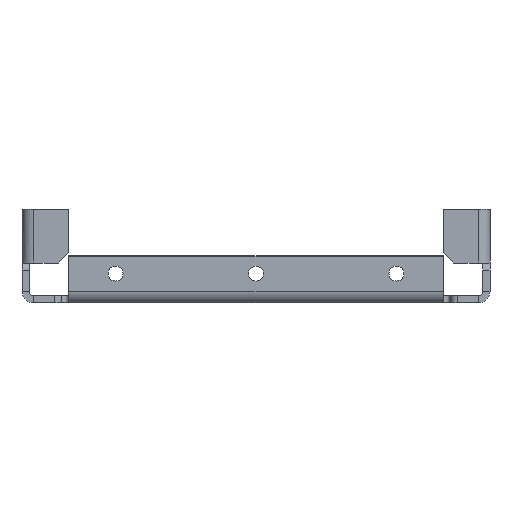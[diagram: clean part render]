
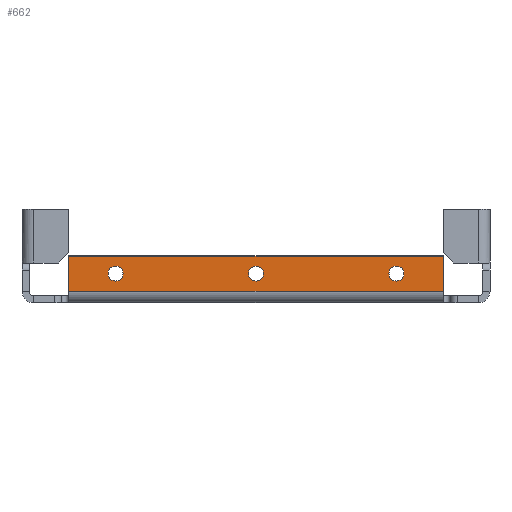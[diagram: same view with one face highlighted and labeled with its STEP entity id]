
A CAD part, front view. The second image highlights one B-rep face of the part: STEP entity #662.
In plain terms, the highlighted planar face has unit normal (0, -1, 0).
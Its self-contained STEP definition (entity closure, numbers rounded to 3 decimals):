
#79 = LINE ( 'NONE', #2859, #4006 ) ;
#125 = VERTEX_POINT ( 'NONE', #2767 ) ;
#144 = CIRCLE ( 'NONE', #2836, 1.6 ) ;
#274 = CARTESIAN_POINT ( 'NONE',  ( 20., -162.75, 4.65 ) ) ;
#297 = DIRECTION ( 'NONE',  ( 0., -1., 0. ) ) ;
#351 = CARTESIAN_POINT ( 'NONE',  ( 80., -162.75, 6.25 ) ) ;
#437 = CARTESIAN_POINT ( 'NONE',  ( 80., -162.75, 7.85 ) ) ;
#457 = ORIENTED_EDGE ( 'NONE', *, *, #2235, .F. ) ;
#465 = CARTESIAN_POINT ( 'NONE',  ( 50., -162.75, 4.65 ) ) ;
#527 = VERTEX_POINT ( 'NONE', #3263 ) ;
#554 = DIRECTION ( 'NONE',  ( 0., 0., -1. ) ) ;
#581 = DIRECTION ( 'NONE',  ( 0., -1., 0. ) ) ;
#612 = VERTEX_POINT ( 'NONE', #1651 ) ;
#613 = CARTESIAN_POINT ( 'NONE',  ( 10., -162.75, 0. ) ) ;
#644 = VERTEX_POINT ( 'NONE', #274 ) ;
#662 = ADVANCED_FACE ( 'NONE', ( #1374, #1353, #4103, #2395 ), #4490, .F. ) ;
#682 = DIRECTION ( 'NONE',  ( 0., 0., -1. ) ) ;
#758 = CARTESIAN_POINT ( 'NONE',  ( 90., -162.75, 10. ) ) ;
#765 = AXIS2_PLACEMENT_3D ( 'NONE', #1849, #1916, #3236 ) ;
#772 = ORIENTED_EDGE ( 'NONE', *, *, #2746, .F. ) ;
#809 = EDGE_CURVE ( 'NONE', #2772, #3822, #3900, .T. ) ;
#962 = DIRECTION ( 'NONE',  ( 0., 0., -1. ) ) ;
#1035 = CARTESIAN_POINT ( 'NONE',  ( 0., -162.75, 0. ) ) ;
#1039 = ORIENTED_EDGE ( 'NONE', *, *, #3882, .F. ) ;
#1049 = CARTESIAN_POINT ( 'NONE',  ( 80., -162.75, 6.25 ) ) ;
#1062 = ORIENTED_EDGE ( 'NONE', *, *, #3836, .F. ) ;
#1077 = AXIS2_PLACEMENT_3D ( 'NONE', #2862, #3909, #1157 ) ;
#1123 = ORIENTED_EDGE ( 'NONE', *, *, #1387, .F. ) ;
#1137 = CARTESIAN_POINT ( 'NONE',  ( 90., -162.75, 0. ) ) ;
#1152 = LINE ( 'NONE', #2578, #3206 ) ;
#1157 = DIRECTION ( 'NONE',  ( 0., 0., -1. ) ) ;
#1240 = CIRCLE ( 'NONE', #2985, 1.6 ) ;
#1353 = FACE_BOUND ( 'NONE', #1911, .T. ) ;
#1374 = FACE_BOUND ( 'NONE', #3073, .T. ) ;
#1387 = EDGE_CURVE ( 'NONE', #612, #1942, #2446, .T. ) ;
#1547 = DIRECTION ( 'NONE',  ( 1., 0., 0. ) ) ;
#1601 = AXIS2_PLACEMENT_3D ( 'NONE', #351, #4111, #3404 ) ;
#1651 = CARTESIAN_POINT ( 'NONE',  ( 80., -162.75, 4.65 ) ) ;
#1678 = EDGE_CURVE ( 'NONE', #644, #527, #1880, .T. ) ;
#1796 = LINE ( 'NONE', #1137, #2686 ) ;
#1849 = CARTESIAN_POINT ( 'NONE',  ( 50., -162.75, 6.25 ) ) ;
#1880 = CIRCLE ( 'NONE', #3919, 1.6 ) ;
#1911 = EDGE_LOOP ( 'NONE', ( #4161, #1062 ) ) ;
#1916 = DIRECTION ( 'NONE',  ( 0., -1., 0. ) ) ;
#1942 = VERTEX_POINT ( 'NONE', #437 ) ;
#1998 = DIRECTION ( 'NONE',  ( 0., 0., 1. ) ) ;
#2022 = CARTESIAN_POINT ( 'NONE',  ( 20., -162.75, 6.25 ) ) ;
#2071 = DIRECTION ( 'NONE',  ( 0., 1., 0. ) ) ;
#2235 = EDGE_CURVE ( 'NONE', #1942, #612, #1240, .T. ) ;
#2241 = ORIENTED_EDGE ( 'NONE', *, *, #4374, .F. ) ;
#2368 = VERTEX_POINT ( 'NONE', #2634 ) ;
#2395 = FACE_OUTER_BOUND ( 'NONE', #3119, .T. ) ;
#2436 = AXIS2_PLACEMENT_3D ( 'NONE', #1035, #2071, #682 ) ;
#2446 = CIRCLE ( 'NONE', #1601, 1.6 ) ;
#2578 = CARTESIAN_POINT ( 'NONE',  ( 0., -162.75, 10. ) ) ;
#2587 = DIRECTION ( 'NONE',  ( 0., 0., -1. ) ) ;
#2634 = CARTESIAN_POINT ( 'NONE',  ( 10., -162.75, 2.5 ) ) ;
#2686 = VECTOR ( 'NONE', #2587, 1000. ) ;
#2746 = EDGE_CURVE ( 'NONE', #3822, #2772, #4059, .T. ) ;
#2765 = VERTEX_POINT ( 'NONE', #758 ) ;
#2767 = CARTESIAN_POINT ( 'NONE',  ( 10., -162.75, 10. ) ) ;
#2772 = VERTEX_POINT ( 'NONE', #465 ) ;
#2776 = DIRECTION ( 'NONE',  ( 0., -1., 0. ) ) ;
#2836 = AXIS2_PLACEMENT_3D ( 'NONE', #2022, #297, #962 ) ;
#2849 = DIRECTION ( 'NONE',  ( 0., 0., -1. ) ) ;
#2859 = CARTESIAN_POINT ( 'NONE',  ( 90., -162.75, 2.5 ) ) ;
#2862 = CARTESIAN_POINT ( 'NONE',  ( 50., -162.75, 6.25 ) ) ;
#2877 = ORIENTED_EDGE ( 'NONE', *, *, #4048, .F. ) ;
#2985 = AXIS2_PLACEMENT_3D ( 'NONE', #1049, #2776, #2849 ) ;
#3073 = EDGE_LOOP ( 'NONE', ( #1123, #457 ) ) ;
#3095 = CARTESIAN_POINT ( 'NONE',  ( 50., -162.75, 7.85 ) ) ;
#3119 = EDGE_LOOP ( 'NONE', ( #3934, #2877, #2241, #1039 ) ) ;
#3206 = VECTOR ( 'NONE', #1547, 1000. ) ;
#3236 = DIRECTION ( 'NONE',  ( 0., 0., -1. ) ) ;
#3263 = CARTESIAN_POINT ( 'NONE',  ( 20., -162.75, 7.85 ) ) ;
#3404 = DIRECTION ( 'NONE',  ( 0., 0., -1. ) ) ;
#3628 = EDGE_LOOP ( 'NONE', ( #3709, #772 ) ) ;
#3676 = CARTESIAN_POINT ( 'NONE',  ( 20., -162.75, 6.25 ) ) ;
#3709 = ORIENTED_EDGE ( 'NONE', *, *, #809, .F. ) ;
#3822 = VERTEX_POINT ( 'NONE', #3095 ) ;
#3836 = EDGE_CURVE ( 'NONE', #527, #644, #144, .T. ) ;
#3852 = VECTOR ( 'NONE', #1998, 1000. ) ;
#3882 = EDGE_CURVE ( 'NONE', #2368, #125, #4511, .T. ) ;
#3900 = CIRCLE ( 'NONE', #765, 1.6 ) ;
#3909 = DIRECTION ( 'NONE',  ( 0., -1., 0. ) ) ;
#3919 = AXIS2_PLACEMENT_3D ( 'NONE', #3676, #581, #554 ) ;
#3934 = ORIENTED_EDGE ( 'NONE', *, *, #4427, .T. ) ;
#4006 = VECTOR ( 'NONE', #4245, 1000. ) ;
#4048 = EDGE_CURVE ( 'NONE', #2765, #4401, #1796, .T. ) ;
#4059 = CIRCLE ( 'NONE', #1077, 1.6 ) ;
#4103 = FACE_BOUND ( 'NONE', #3628, .T. ) ;
#4111 = DIRECTION ( 'NONE',  ( 0., -1., 0. ) ) ;
#4161 = ORIENTED_EDGE ( 'NONE', *, *, #1678, .F. ) ;
#4223 = CARTESIAN_POINT ( 'NONE',  ( 90., -162.75, 2.5 ) ) ;
#4245 = DIRECTION ( 'NONE',  ( 1., 0., 0. ) ) ;
#4374 = EDGE_CURVE ( 'NONE', #125, #2765, #1152, .T. ) ;
#4401 = VERTEX_POINT ( 'NONE', #4223 ) ;
#4427 = EDGE_CURVE ( 'NONE', #2368, #4401, #79, .T. ) ;
#4490 = PLANE ( 'NONE',  #2436 ) ;
#4511 = LINE ( 'NONE', #613, #3852 ) ;
